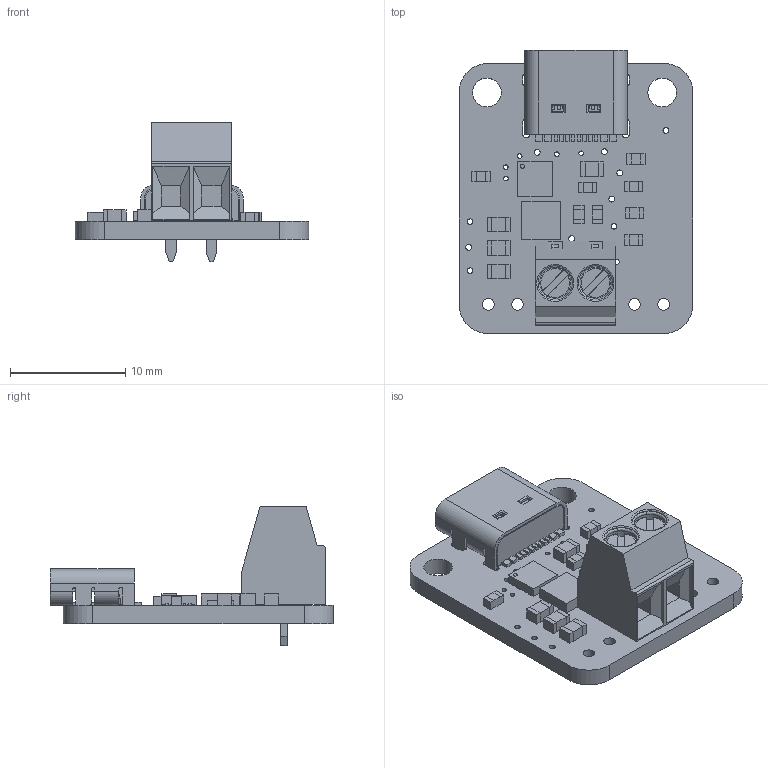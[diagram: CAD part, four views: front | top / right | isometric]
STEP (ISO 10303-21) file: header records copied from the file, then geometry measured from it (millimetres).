
FILE_DESCRIPTION(/* description */ (''),/* implementation_level */ '2;1');
FILE_NAME(/* name */ 'PCB Component.step',/* time_stamp */ '2023-10-17T11:26:24-04:00',/* author */ (''),/* organization */ (''),/* preprocessor_version */ 'ST-DEVELOPER v20',/* originating_system */ 'Autodesk Translation Framework v12.14.0.127',/* authorisation */ '');
FILE_SCHEMA (('AUTOMOTIVE_DESIGN { 1 0 10303 214 3 1 1 }'));
Length unit declared in the file: millimetre
Products named in the file (8): PCB Component; Board; 4.7uF; HUSB238; 14K; USB Type C; AONR21307; 3.5mm
Assembly tree (17 placements, depth 2):
  PCB Component
    Board
    4.7uF  x4
    HUSB238
    14K  x8
    USB Type C
    AONR21307
    3.5mm
Bounding box: 20.32 x 24.61 x 12.1 mm (x, y, z)
Volume: 1164.7 mm3; surface area: 2255 mm2
Topology: 34 solids, 34 shells, 895 faces, 2327 edges, 1520 vertices
Faces by surface type: plane 641, cylinder 206, bspline 20, torus 16, sphere 6, cone 6
Full cylindrical faces by diameter (mm): 0.35 x2, 0.394 x6, 0.4 x3, 0.5 x15, 0.65 x2, 1 x8, 2.5 x2, 2.9 x2, 3 x4
Entity records: 25543 total; most frequent: CARTESIAN_POINT 5871, DIRECTION 3925, ORIENTED_EDGE 3922, EDGE_CURVE 1961, LINE 1461, VECTOR 1461, VERTEX_POINT 1280, AXIS2_PLACEMENT_3D 1232
